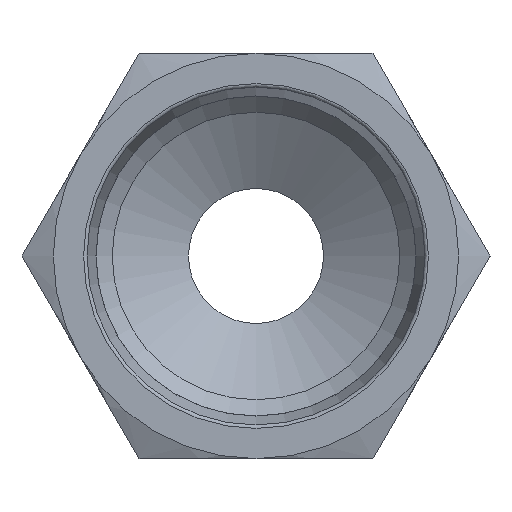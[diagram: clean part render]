
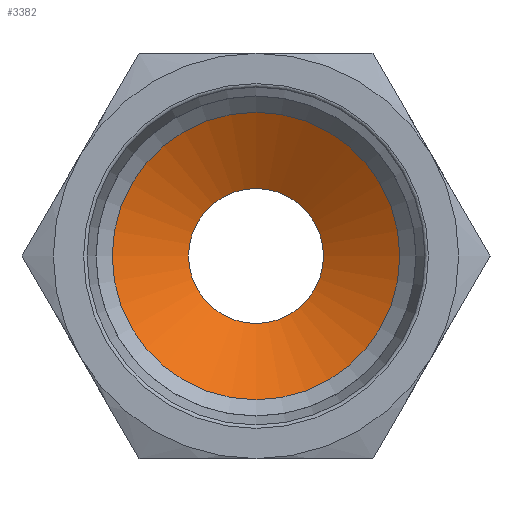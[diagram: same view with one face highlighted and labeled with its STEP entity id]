
A CAD part, left-side view. The second image highlights one B-rep face of the part: STEP entity #3382.
In plain terms, the highlighted free-form (B-spline) face has degree [1, 2] with [2, 9] control points.
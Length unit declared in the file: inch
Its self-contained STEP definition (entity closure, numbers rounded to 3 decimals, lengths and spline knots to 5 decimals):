
#3135=CARTESIAN_POINT('',(0.90808,0.1875,0.));
#3136=VERTEX_POINT('',#3135);
#3137=CARTESIAN_POINT('',(0.90808,0.,0.));
#3138=DIRECTION('',(1.0,0.0,0.0));
#3139=DIRECTION('',(0.0,-1.0,0.0));
#3140=AXIS2_PLACEMENT_3D('',#3137,#3138,#3139);
#3141=CIRCLE('',#3140,0.1875);
#3142=EDGE_CURVE('',#3136,#3136,#3141,.T.);
#3232=CARTESIAN_POINT('',(0.781,0.0,0.399));
#3233=VERTEX_POINT('',#3232);
#3234=CARTESIAN_POINT('',(0.781,0.0,0.0));
#3235=DIRECTION('',(-1.0,0.0,0.0));
#3236=DIRECTION('',(0.0,0.0,1.0));
#3237=AXIS2_PLACEMENT_3D('',#3234,#3235,#3236);
#3238=CIRCLE('',#3237,0.399);
#3239=EDGE_CURVE('',#3233,#3233,#3238,.T.);
#3350=CARTESIAN_POINT('',(0.781,0.,-0.399));
#3351=CARTESIAN_POINT('',(0.90808,0.,-0.1875));
#3352=CARTESIAN_POINT('',(0.781,-0.399,-0.399));
#3353=CARTESIAN_POINT('',(0.90808,-0.1875,-0.1875));
#3354=CARTESIAN_POINT('',(0.781,-0.399,0.));
#3355=CARTESIAN_POINT('',(0.90808,-0.1875,0.));
#3356=CARTESIAN_POINT('',(0.781,-0.399,0.399));
#3357=CARTESIAN_POINT('',(0.90808,-0.1875,0.1875));
#3358=CARTESIAN_POINT('',(0.781,0.,0.399));
#3359=CARTESIAN_POINT('',(0.90808,0.,0.1875));
#3360=CARTESIAN_POINT('',(0.781,0.399,0.399));
#3361=CARTESIAN_POINT('',(0.90808,0.1875,0.1875));
#3362=CARTESIAN_POINT('',(0.781,0.399,0.));
#3363=CARTESIAN_POINT('',(0.90808,0.1875,0.));
#3364=CARTESIAN_POINT('',(0.781,0.399,-0.399));
#3365=CARTESIAN_POINT('',(0.90808,0.1875,-0.1875));
#3366=CARTESIAN_POINT('',(0.781,0.,-0.399));
#3367=CARTESIAN_POINT('',(0.90808,0.,-0.1875));
#3375=(BOUNDED_SURFACE()B_SPLINE_SURFACE(1,2,((#3350,#3352,#3354,#3356,#3358,#3360,#3362,#3364,#3366),(#3351,#3353,#3355,#3357,#3359,#3361,#3363,#3365,#3367)),.UNSPECIFIED.,.F.,.T.,.U.)B_SPLINE_SURFACE_WITH_KNOTS((2,2),(3,2,2,2,3),(-1.16663,0.07017),(0.0,0.31337,0.62675,0.94012,1.2535),.UNSPECIFIED.)GEOMETRIC_REPRESENTATION_ITEM()RATIONAL_B_SPLINE_SURFACE(((1.0,0.707,1.0,0.707,1.0,0.707,1.0,0.707,1.0),(1.0,0.707,1.0,0.707,1.0,0.707,1.0,0.707,1.0)))REPRESENTATION_ITEM('')SURFACE());
#3376=ORIENTED_EDGE('',*,*,#3142,.T.);
#3377=EDGE_LOOP('',(#3376));
#3378=FACE_OUTER_BOUND('',#3377,.T.);
#3379=ORIENTED_EDGE('',*,*,#3239,.T.);
#3380=EDGE_LOOP('',(#3379));
#3381=FACE_BOUND('',#3380,.T.);
#3382=ADVANCED_FACE('',(#3378,#3381),#3375,.F.);
